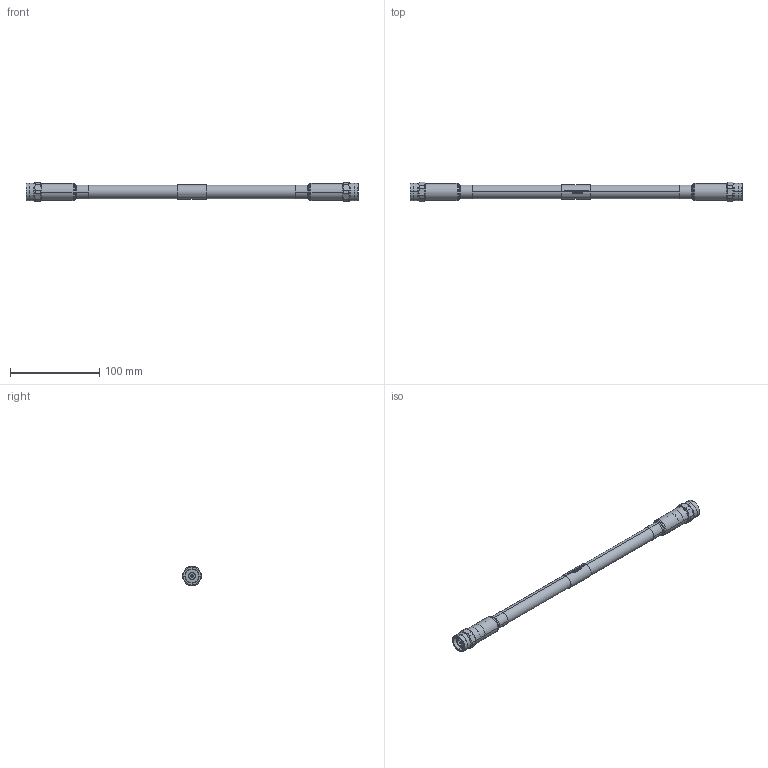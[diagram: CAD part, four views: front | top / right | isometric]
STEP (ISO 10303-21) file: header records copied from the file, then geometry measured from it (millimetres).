
FILE_DESCRIPTION (( 'STEP AP214' ), '1' );
FILE_NAME ('FMCA100179_3D.step', '2024-08-20T17:01:10', ( '' ), ( '' ), 'SwSTEP 2.0', 'SolidWorks 2022', '' );
FILE_SCHEMA (( 'AUTOMOTIVE_DESIGN' ));
Length unit declared in the file: inch
Products named in the file (9): HeatShrink^FMCA100179; TCOM-195-240-400-600 for cable assy^FMCA100179_TCOM-600; FMCA100179_3D; Copy of TC-600-NMH-X_ferrule^Copy of TC-600-NMH-X_FMCA100179; Insulator^Copy of TC-600-NMH-X_FMCA100179; Contact Pin^Copy of TC-600-NMH-X_FMCA100179; Copy of TC-600-NMH-X^FMCA100179; FM Cable Assy Label^FMCA100179_D_590; Copy of TC-600-NMH-X_body^Copy of TC-600-NMH-X_FMCA100179
Assembly tree (10 placements, depth 3):
  FMCA100179_3D
    TCOM-195-240-400-600 for cable assy^FMCA100179_TCOM-600
    FM Cable Assy Label^FMCA100179_D_590
    Copy of TC-600-NMH-X^FMCA100179  x2
      Copy of TC-600-NMH-X_body^Copy of TC-600-NMH-X_FMCA100179
      Copy of TC-600-NMH-X_ferrule^Copy of TC-600-NMH-X_FMCA100179
      Contact Pin^Copy of TC-600-NMH-X_FMCA100179
      Insulator^Copy of TC-600-NMH-X_FMCA100179
    HeatShrink^FMCA100179  x2
Bounding box: 371.19 x 21.98 x 20.57 mm (x, y, z)
Volume: 99803.6 mm3; surface area: 41235.4 mm2
Topology: 12 solids, 12 shells, 1260 faces, 3242 edges, 2094 vertices
Faces by surface type: plane 770, bspline 164, cylinder 158, cone 152, torus 16
Entity records: 40378 total; most frequent: CARTESIAN_POINT 15064, ORIENTED_EDGE 5792, DIRECTION 4296, EDGE_CURVE 2896, VERTEX_POINT 1901, LINE 1734, VECTOR 1734, AXIS2_PLACEMENT_3D 1281
